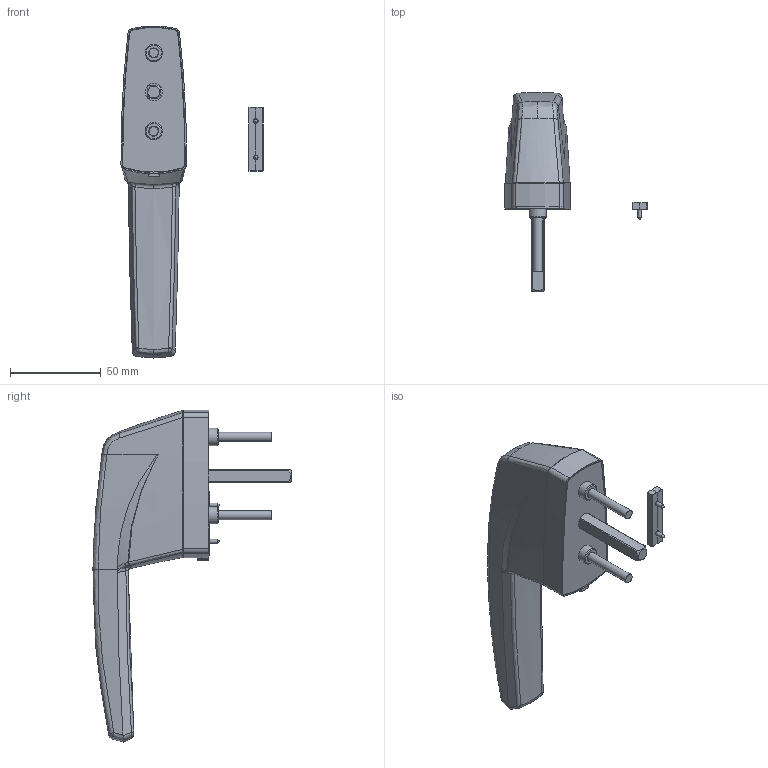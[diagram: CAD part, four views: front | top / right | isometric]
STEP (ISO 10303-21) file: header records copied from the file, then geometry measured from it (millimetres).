
FILE_DESCRIPTION (( 'STEP AP214' ), '1' );
FILE_NAME ('106000_Funkfenstergriff.STEP', '2023-05-11T13:14:07', ( '' ), ( '' ), 'SwSTEP 2.0', 'SolidWorks 2020', '' );
FILE_SCHEMA (( 'AUTOMOTIVE_DESIGN' ));
Length unit declared in the file: millimetre
Products named in the file (1): 106000_Funkfenstergriff
Bounding box: 78.16 x 109.05 x 182.63 mm (x, y, z)
Volume: 191155.2 mm3; surface area: 85736.1 mm2
Topology: 16 solids, 17 shells, 434 faces, 1051 edges, 647 vertices
Faces by surface type: plane 127, bspline 109, cylinder 103, cone 71, torus 14, sphere 10
Full cylindrical faces by diameter (mm): 2.2 x2, 4.3 x2, 5 x2, 5.5 x2, 9 x3, 9.3 x2, 9.5 x5, 10.7 x2, 11 x1, 11.5 x1, 12.8 x2, 13 x4, 15 x1, 23.68 x1, 25.88 x1
Entity records: 28029 total; most frequent: CARTESIAN_POINT 14105, ORIENTED_EDGE 1930, DIRECTION 1590, EDGE_CURVE 965, AXIS2_PLACEMENT_3D 634, VERTEX_POINT 632, EDGE_LOOP 519, FACE_OUTER_BOUND 468
